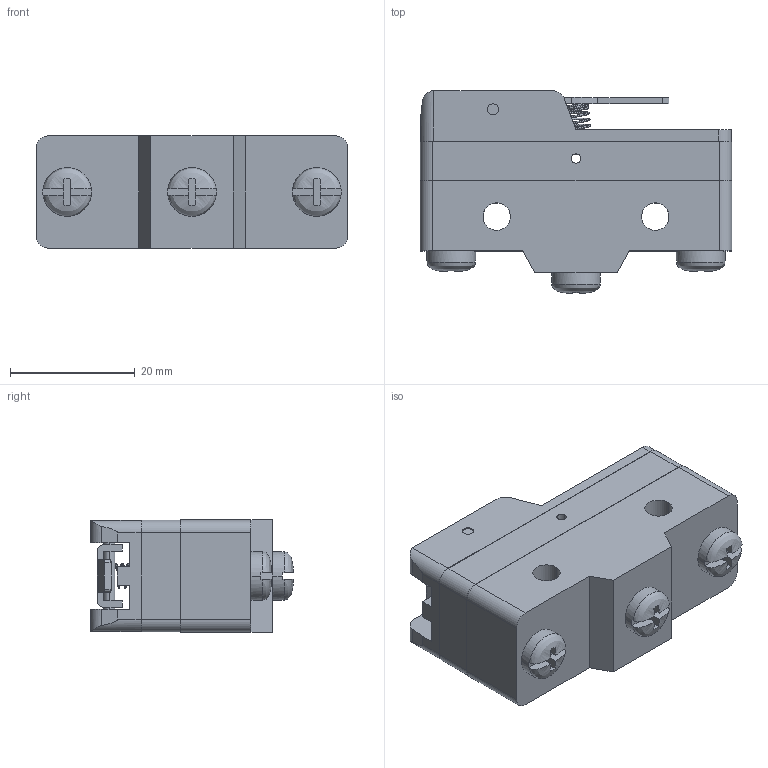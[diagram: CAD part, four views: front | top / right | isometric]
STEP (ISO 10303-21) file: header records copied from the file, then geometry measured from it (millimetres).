
FILE_DESCRIPTION((''),'2;1');
FILE_NAME('1','2024-11-20T',('Administrator'),('zyb.com'),'PRO/ENGINEER BY PARAMETRIC TECHNOLOGY CORPORATION, 2010280','PRO/ENGINEER BY PARAMETRIC TECHNOLOGY CORPORATION, 2010280','');
FILE_SCHEMA(('CONFIG_CONTROL_DESIGN'));
Length unit declared in the file: millimetre
Products named in the file (1): 1
Bounding box: 50 x 32.5 x 18 mm (x, y, z)
Volume: 19333.7 mm3; surface area: 7006.9 mm2
Topology: 1 solids, 1 shells, 194 faces, 523 edges, 340 vertices
Faces by surface type: plane 110, cylinder 66, bspline 16, torus 2
Entity records: 9489 total; most frequent: CARTESIAN_POINT 4599, ORIENTED_EDGE 1046, DIRECTION 957, EDGE_CURVE 523, VERTEX_POINT 340, VECTOR 321, LINE 321, AXIS2_PLACEMENT_3D 318
